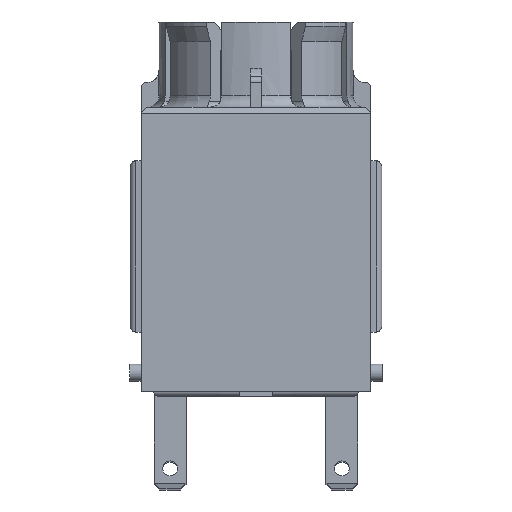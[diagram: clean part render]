
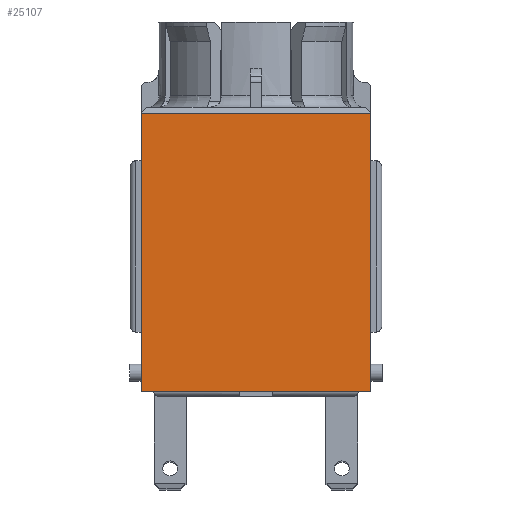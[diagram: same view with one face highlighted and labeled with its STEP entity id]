
A CAD part, left-side view. The second image highlights one B-rep face of the part: STEP entity #25107.
In plain terms, the highlighted planar face has unit normal (-1, 0, 0).
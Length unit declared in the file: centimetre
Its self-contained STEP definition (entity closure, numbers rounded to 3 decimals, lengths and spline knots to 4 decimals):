
#1790=FACE_OUTER_BOUND($,#3042,.T.);
#3042=EDGE_LOOP($,(#16972,#16973,#16974,#16975,#16976,#16977));
#4421=LINE($,#34168,#7688);
#4422=LINE($,#34170,#7689);
#4423=LINE($,#34172,#7690);
#4424=LINE($,#34174,#7691);
#4425=LINE($,#34176,#7692);
#4426=LINE($,#34177,#7693);
#7688=VECTOR($,#27963,2.02);
#7689=VECTOR($,#27964,2.281);
#7690=VECTOR($,#27965,0.169);
#7691=VECTOR($,#27966,2.02);
#7692=VECTOR($,#27967,0.169);
#7693=VECTOR($,#27968,2.281);
#10939=VERTEX_POINT($,#34166);
#10940=VERTEX_POINT($,#34167);
#10941=VERTEX_POINT($,#34169);
#10942=VERTEX_POINT($,#34171);
#10943=VERTEX_POINT($,#34173);
#10944=VERTEX_POINT($,#34175);
#13328=EDGE_CURVE($,#10939,#10940,#4421,.T.);
#13329=EDGE_CURVE($,#10941,#10939,#4422,.T.);
#13330=EDGE_CURVE($,#10942,#10941,#4423,.T.);
#13331=EDGE_CURVE($,#10942,#10943,#4424,.T.);
#13332=EDGE_CURVE($,#10943,#10944,#4425,.T.);
#13333=EDGE_CURVE($,#10944,#10940,#4426,.T.);
#16972=ORIENTED_EDGE($,*,*,#13328,.F.);
#16973=ORIENTED_EDGE($,*,*,#13329,.F.);
#16974=ORIENTED_EDGE($,*,*,#13330,.F.);
#16975=ORIENTED_EDGE($,*,*,#13331,.T.);
#16976=ORIENTED_EDGE($,*,*,#13332,.T.);
#16977=ORIENTED_EDGE($,*,*,#13333,.T.);
#23952=PLANE($,#26386);
#25107=ADVANCED_FACE($,(#1790),#23952,.T.);
#26386=AXIS2_PLACEMENT_3D($,#34165,#27961,#27962);
#27961=DIRECTION('center_axis',(-1.,0.,0.));
#27962=DIRECTION('ref_axis',(0.,0.,1.));
#27963=DIRECTION($,(0.,-1.,0.));
#27964=DIRECTION($,(0.,0.,1.));
#27965=DIRECTION($,(0.,0.,1.));
#27966=DIRECTION($,(0.,-1.,0.));
#27967=DIRECTION($,(0.,0.,1.));
#27968=DIRECTION($,(0.,0.,1.));
#34165=CARTESIAN_POINT('Origin',(0.,2.02,-0.1));
#34166=CARTESIAN_POINT('',(0.,2.02,0.));
#34167=CARTESIAN_POINT('',(0.,0.,0.));
#34168=CARTESIAN_POINT($,(0.,1.515,0.));
#34169=CARTESIAN_POINT('',(0.,2.02,-2.281));
#34170=CARTESIAN_POINT($,(0.,2.02,-0.1));
#34171=CARTESIAN_POINT('',(0.,2.02,-2.45));
#34172=CARTESIAN_POINT($,(0.,2.02,-0.1));
#34173=CARTESIAN_POINT('',(0.,0.,-2.45));
#34174=CARTESIAN_POINT($,(0.,2.02,-2.45));
#34175=CARTESIAN_POINT('',(0.,0.,-2.281));
#34176=CARTESIAN_POINT($,(0.,0.,-0.1));
#34177=CARTESIAN_POINT($,(0.,0.,-0.1));
